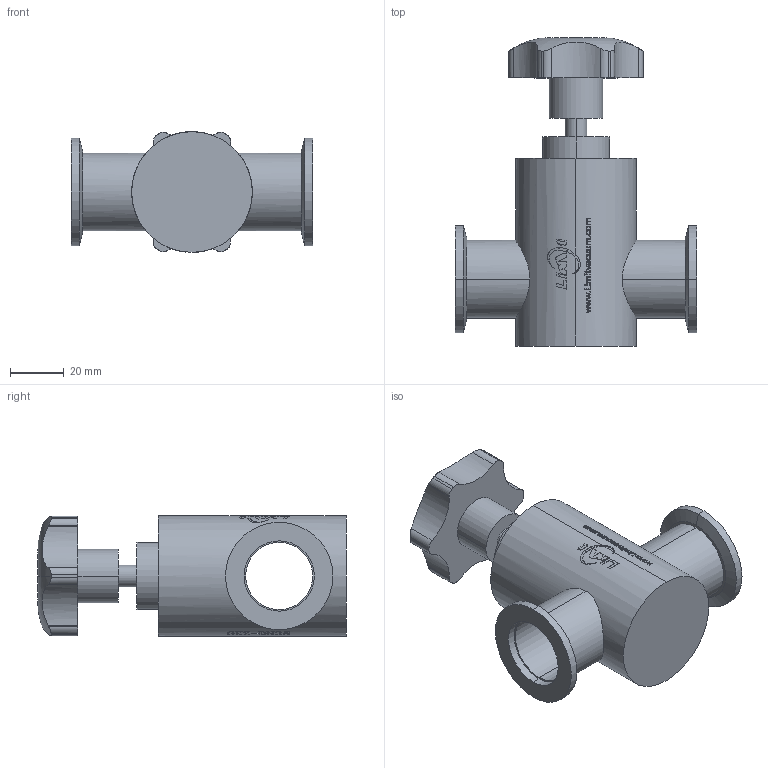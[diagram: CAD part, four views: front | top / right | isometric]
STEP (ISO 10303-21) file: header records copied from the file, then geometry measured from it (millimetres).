
FILE_DESCRIPTION (( 'STEP AP214' ), '1' );
FILE_NAME ('GKZ-DN25.STEP', '2024-05-14T08:22:44', ( '' ), ( '' ), 'SwSTEP 2.0', 'SolidWorks 2020', '' );
FILE_SCHEMA (( 'AUTOMOTIVE_DESIGN' ));
Length unit declared in the file: millimetre
Products named in the file (1): GKZ-DN25
Bounding box: 90 x 115 x 45 mm (x, y, z)
Volume: 131876 mm3; surface area: 33978.4 mm2
Topology: 2 solids, 2 shells, 650 faces, 1766 edges, 1176 vertices
Faces by surface type: bspline 315, plane 230, cylinder 99, cone 4, torus 2
Entity records: 58672 total; most frequent: CARTESIAN_POINT 45014, ORIENTED_EDGE 3532, EDGE_CURVE 1766, DIRECTION 1627, VERTEX_POINT 1176, B_SPLINE_CURVE_WITH_KNOTS 1078, EDGE_LOOP 708, ADVANCED_FACE 650
